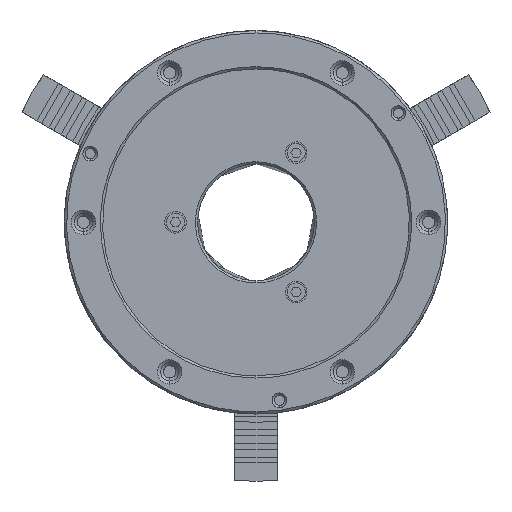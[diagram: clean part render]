
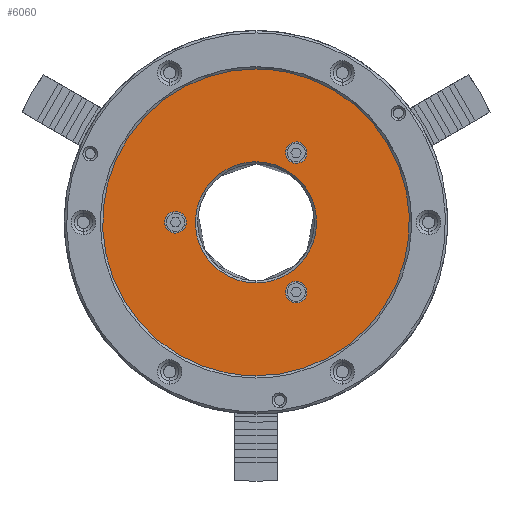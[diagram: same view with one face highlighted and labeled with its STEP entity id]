
A CAD part, front view. The second image highlights one B-rep face of the part: STEP entity #6060.
In plain terms, the highlighted free-form (B-spline) face has degree [1, 1] with [2, 2] control points.
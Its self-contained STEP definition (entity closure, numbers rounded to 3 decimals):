
#3892 = VERTEX_POINT('',#3893);
#3893 = CARTESIAN_POINT('',(0.,5.798,-35.235));
#3898 = EDGE_CURVE('',#3892,#3899,#3901,.T.);
#3899 = VERTEX_POINT('',#3900);
#3900 = CARTESIAN_POINT('',(0.,5.798,
    35.235));
#3901 = ( BOUNDED_CURVE() B_SPLINE_CURVE(2,(#3902,#3903,#3904,#3905,
#3906),.UNSPECIFIED.,.F.,.F.) B_SPLINE_CURVE_WITH_KNOTS((3,2,3),(0.,
1.571,3.142),.PIECEWISE_BEZIER_KNOTS.) CURVE() 
GEOMETRIC_REPRESENTATION_ITEM() RATIONAL_B_SPLINE_CURVE((1.,
0.707,1.,0.707,1.)) REPRESENTATION_ITEM('') );
#3902 = CARTESIAN_POINT('',(0.,5.798,-35.235));
#3903 = CARTESIAN_POINT('',(-35.235,5.798,
    -35.235));
#3904 = CARTESIAN_POINT('',(-35.235,5.798,
    0.));
#3905 = CARTESIAN_POINT('',(-35.235,5.798,35.235
    ));
#3906 = CARTESIAN_POINT('',(0.,5.798,
    35.235));
#4228 = VERTEX_POINT('',#4229);
#4229 = CARTESIAN_POINT('',(23.416,5.798,
    34.313));
#4234 = EDGE_CURVE('',#4235,#4228,#4237,.T.);
#4235 = VERTEX_POINT('',#4236);
#4236 = CARTESIAN_POINT('',(23.416,5.798,
    46.802));
#4237 = ( BOUNDED_CURVE() B_SPLINE_CURVE(2,(#4238,#4239,#4240,#4241,
#4242),.UNSPECIFIED.,.F.,.F.) B_SPLINE_CURVE_WITH_KNOTS((3,2,3),(
    3.142,4.712,6.283),
.PIECEWISE_BEZIER_KNOTS.) CURVE() GEOMETRIC_REPRESENTATION_ITEM() 
RATIONAL_B_SPLINE_CURVE((1.,0.707,1.,0.707,1.)) 
REPRESENTATION_ITEM('') );
#4238 = CARTESIAN_POINT('',(23.416,5.798,
    46.802));
#4239 = CARTESIAN_POINT('',(17.172,5.798,
    46.802));
#4240 = CARTESIAN_POINT('',(17.172,5.798,
    40.557));
#4241 = CARTESIAN_POINT('',(17.172,5.798,
    34.313));
#4242 = CARTESIAN_POINT('',(23.416,5.798,
    34.313));
#4276 = VERTEX_POINT('',#4277);
#4277 = CARTESIAN_POINT('',(23.416,5.798,
    -46.802));
#4282 = EDGE_CURVE('',#4283,#4276,#4285,.T.);
#4283 = VERTEX_POINT('',#4284);
#4284 = CARTESIAN_POINT('',(23.416,5.798,
    -34.313));
#4285 = ( BOUNDED_CURVE() B_SPLINE_CURVE(2,(#4286,#4287,#4288,#4289,
#4290),.UNSPECIFIED.,.F.,.F.) B_SPLINE_CURVE_WITH_KNOTS((3,2,3),(
    3.142,4.712,6.283),
.PIECEWISE_BEZIER_KNOTS.) CURVE() GEOMETRIC_REPRESENTATION_ITEM() 
RATIONAL_B_SPLINE_CURVE((1.,0.707,1.,0.707,1.)) 
REPRESENTATION_ITEM('') );
#4286 = CARTESIAN_POINT('',(23.416,5.798,
    -34.313));
#4287 = CARTESIAN_POINT('',(17.172,5.798,
    -34.313));
#4288 = CARTESIAN_POINT('',(17.172,5.798,-40.557
    ));
#4289 = CARTESIAN_POINT('',(17.172,5.798,
    -46.802));
#4290 = CARTESIAN_POINT('',(23.416,5.798,
    -46.802));
#4324 = VERTEX_POINT('',#4325);
#4325 = CARTESIAN_POINT('',(-46.832,5.798,
    -6.244));
#4330 = EDGE_CURVE('',#4331,#4324,#4333,.T.);
#4331 = VERTEX_POINT('',#4332);
#4332 = CARTESIAN_POINT('',(-46.832,5.798,6.244
    ));
#4333 = ( BOUNDED_CURVE() B_SPLINE_CURVE(2,(#4334,#4335,#4336,#4337,
#4338),.UNSPECIFIED.,.F.,.F.) B_SPLINE_CURVE_WITH_KNOTS((3,2,3),(
    3.142,4.712,6.283),
.PIECEWISE_BEZIER_KNOTS.) CURVE() GEOMETRIC_REPRESENTATION_ITEM() 
RATIONAL_B_SPLINE_CURVE((1.,0.707,1.,0.707,1.)) 
REPRESENTATION_ITEM('') );
#4334 = CARTESIAN_POINT('',(-46.832,5.798,6.244
    ));
#4335 = CARTESIAN_POINT('',(-53.076,5.798,6.244
    ));
#4336 = CARTESIAN_POINT('',(-53.076,5.798,
    0.));
#4337 = CARTESIAN_POINT('',(-53.076,5.798,
    -6.244));
#4338 = CARTESIAN_POINT('',(-46.832,5.798,
    -6.244));
#4628 = VERTEX_POINT('',#4629);
#4629 = CARTESIAN_POINT('',(0.,5.798,-89.203));
#4636 = VERTEX_POINT('',#4637);
#4637 = CARTESIAN_POINT('',(0.,5.798,
    89.203));
#4642 = EDGE_CURVE('',#4636,#4628,#4643,.T.);
#4643 = ( BOUNDED_CURVE() B_SPLINE_CURVE(2,(#4644,#4645,#4646,#4647,
#4648),.UNSPECIFIED.,.F.,.F.) B_SPLINE_CURVE_WITH_KNOTS((3,2,3),(
    3.142,4.712,6.283),
.PIECEWISE_BEZIER_KNOTS.) CURVE() GEOMETRIC_REPRESENTATION_ITEM() 
RATIONAL_B_SPLINE_CURVE((1.,0.707,1.,0.707,1.)) 
REPRESENTATION_ITEM('') );
#4644 = CARTESIAN_POINT('',(0.,5.798,
    89.203));
#4645 = CARTESIAN_POINT('',(-89.203,5.798,
    89.203));
#4646 = CARTESIAN_POINT('',(-89.203,5.798,
    0.));
#4647 = CARTESIAN_POINT('',(-89.203,5.798,
    -89.203));
#4648 = CARTESIAN_POINT('',(0.,5.798,
    -89.203));
#6060 = ADVANCED_FACE('',(#6061,#6072,#6083,#6094,#6105),#6116,.T.);
#6061 = FACE_BOUND('',#6062,.T.);
#6062 = EDGE_LOOP('',(#6063,#6064));
#6063 = ORIENTED_EDGE('',*,*,#3898,.T.);
#6064 = ORIENTED_EDGE('',*,*,#6065,.T.);
#6065 = EDGE_CURVE('',#3899,#3892,#6066,.T.);
#6066 = ( BOUNDED_CURVE() B_SPLINE_CURVE(2,(#6067,#6068,#6069,#6070,
#6071),.UNSPECIFIED.,.F.,.F.) B_SPLINE_CURVE_WITH_KNOTS((3,2,3),(
    3.142,4.712,6.283),
.PIECEWISE_BEZIER_KNOTS.) CURVE() GEOMETRIC_REPRESENTATION_ITEM() 
RATIONAL_B_SPLINE_CURVE((1.,0.707,1.,0.707,1.)) 
REPRESENTATION_ITEM('') );
#6067 = CARTESIAN_POINT('',(0.,5.798,
    35.235));
#6068 = CARTESIAN_POINT('',(35.235,5.798,35.235)
  );
#6069 = CARTESIAN_POINT('',(35.235,5.798,
    0.));
#6070 = CARTESIAN_POINT('',(35.235,5.798,-35.235
    ));
#6071 = CARTESIAN_POINT('',(0.,5.798,
    -35.235));
#6072 = FACE_BOUND('',#6073,.T.);
#6073 = EDGE_LOOP('',(#6074,#6082));
#6074 = ORIENTED_EDGE('',*,*,#6075,.F.);
#6075 = EDGE_CURVE('',#4228,#4235,#6076,.T.);
#6076 = ( BOUNDED_CURVE() B_SPLINE_CURVE(2,(#6077,#6078,#6079,#6080,
#6081),.UNSPECIFIED.,.F.,.F.) B_SPLINE_CURVE_WITH_KNOTS((3,2,3),(0.,
1.571,3.142),.PIECEWISE_BEZIER_KNOTS.) CURVE() 
GEOMETRIC_REPRESENTATION_ITEM() RATIONAL_B_SPLINE_CURVE((1.,
0.707,1.,0.707,1.)) REPRESENTATION_ITEM('') );
#6077 = CARTESIAN_POINT('',(23.416,5.798,
    34.313));
#6078 = CARTESIAN_POINT('',(29.66,5.798,
    34.313));
#6079 = CARTESIAN_POINT('',(29.66,5.798,
    40.557));
#6080 = CARTESIAN_POINT('',(29.66,5.798,
    46.802));
#6081 = CARTESIAN_POINT('',(23.416,5.798,
    46.802));
#6082 = ORIENTED_EDGE('',*,*,#4234,.F.);
#6083 = FACE_BOUND('',#6084,.T.);
#6084 = EDGE_LOOP('',(#6085,#6093));
#6085 = ORIENTED_EDGE('',*,*,#6086,.F.);
#6086 = EDGE_CURVE('',#4276,#4283,#6087,.T.);
#6087 = ( BOUNDED_CURVE() B_SPLINE_CURVE(2,(#6088,#6089,#6090,#6091,
#6092),.UNSPECIFIED.,.F.,.F.) B_SPLINE_CURVE_WITH_KNOTS((3,2,3),(0.,
1.571,3.142),.PIECEWISE_BEZIER_KNOTS.) CURVE() 
GEOMETRIC_REPRESENTATION_ITEM() RATIONAL_B_SPLINE_CURVE((1.,
0.707,1.,0.707,1.)) REPRESENTATION_ITEM('') );
#6088 = CARTESIAN_POINT('',(23.416,5.798,
    -46.802));
#6089 = CARTESIAN_POINT('',(29.66,5.798,
    -46.802));
#6090 = CARTESIAN_POINT('',(29.66,5.798,-40.557
    ));
#6091 = CARTESIAN_POINT('',(29.66,5.798,
    -34.313));
#6092 = CARTESIAN_POINT('',(23.416,5.798,
    -34.313));
#6093 = ORIENTED_EDGE('',*,*,#4282,.F.);
#6094 = FACE_BOUND('',#6095,.T.);
#6095 = EDGE_LOOP('',(#6096,#6104));
#6096 = ORIENTED_EDGE('',*,*,#6097,.F.);
#6097 = EDGE_CURVE('',#4324,#4331,#6098,.T.);
#6098 = ( BOUNDED_CURVE() B_SPLINE_CURVE(2,(#6099,#6100,#6101,#6102,
#6103),.UNSPECIFIED.,.F.,.F.) B_SPLINE_CURVE_WITH_KNOTS((3,2,3),(0.,
1.571,3.142),.PIECEWISE_BEZIER_KNOTS.) CURVE() 
GEOMETRIC_REPRESENTATION_ITEM() RATIONAL_B_SPLINE_CURVE((1.,
0.707,1.,0.707,1.)) REPRESENTATION_ITEM('') );
#6099 = CARTESIAN_POINT('',(-46.832,5.798,
    -6.244));
#6100 = CARTESIAN_POINT('',(-40.587,5.798,
    -6.244));
#6101 = CARTESIAN_POINT('',(-40.587,5.798,
    0.));
#6102 = CARTESIAN_POINT('',(-40.587,5.798,6.244
    ));
#6103 = CARTESIAN_POINT('',(-46.832,5.798,6.244
    ));
#6104 = ORIENTED_EDGE('',*,*,#4330,.F.);
#6105 = FACE_BOUND('',#6106,.T.);
#6106 = EDGE_LOOP('',(#6107,#6115));
#6107 = ORIENTED_EDGE('',*,*,#6108,.T.);
#6108 = EDGE_CURVE('',#4628,#4636,#6109,.T.);
#6109 = ( BOUNDED_CURVE() B_SPLINE_CURVE(2,(#6110,#6111,#6112,#6113,
#6114),.UNSPECIFIED.,.F.,.F.) B_SPLINE_CURVE_WITH_KNOTS((3,2,3),(0.,
1.571,3.142),.PIECEWISE_BEZIER_KNOTS.) CURVE() 
GEOMETRIC_REPRESENTATION_ITEM() RATIONAL_B_SPLINE_CURVE((1.,
0.707,1.,0.707,1.)) REPRESENTATION_ITEM('') );
#6110 = CARTESIAN_POINT('',(0.,5.798,-89.203));
#6111 = CARTESIAN_POINT('',(89.203,5.798,
    -89.203));
#6112 = CARTESIAN_POINT('',(89.203,5.798,
    0.));
#6113 = CARTESIAN_POINT('',(89.203,5.798,
    89.203));
#6114 = CARTESIAN_POINT('',(0.,5.798,
    89.203));
#6115 = ORIENTED_EDGE('',*,*,#4642,.T.);
#6116 = B_SPLINE_SURFACE_WITH_KNOTS('',1,1,(
    (#6117,#6118)
    ,(#6119,#6120
    )),.UNSPECIFIED.,.F.,.F.,.F.,(2,2),(2,2),(-100.,100.),(-138.,62.),
  .PIECEWISE_BEZIER_KNOTS.);
#6117 = CARTESIAN_POINT('',(-89.203,5.798,
    89.203));
#6118 = CARTESIAN_POINT('',(89.203,5.798,
    89.203));
#6119 = CARTESIAN_POINT('',(-89.203,5.798,
    -89.203));
#6120 = CARTESIAN_POINT('',(89.203,5.798,
    -89.203));
